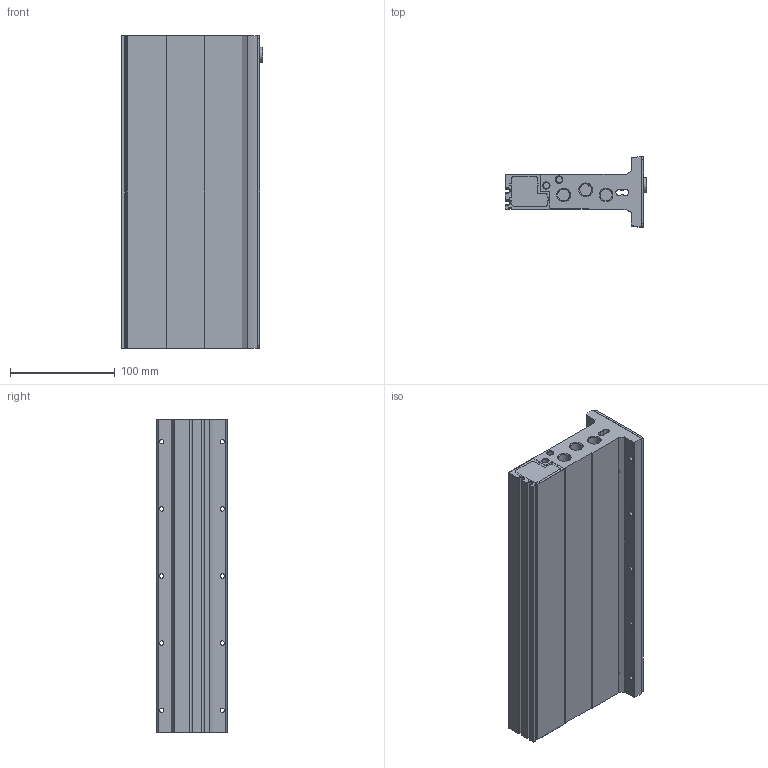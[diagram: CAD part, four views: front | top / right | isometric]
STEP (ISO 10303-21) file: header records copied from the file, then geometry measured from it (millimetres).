
FILE_DESCRIPTION(/* description */ ('STEP AP214'),/* implementation_level */ '2;1');
FILE_NAME(/* name */ '8058345_VABM-L1-14HWS2-G14-12-GR',/* time_stamp */ '2024-09-16T01:34:48+02:00',/* author */ ('License CC BY-ND 4.0'),/* organization */ ('CADENAS'),/* preprocessor_version */ 'ST-DEVELOPER v19.3',/* originating_system */ 'PARTsolutions',/* authorisation */ ' ');
FILE_SCHEMA (('AUTOMOTIVE_DESIGN {1 0 10303 214 3 1 1}'));
Length unit declared in the file: millimetre
Products named in the file (5): 8058345 VABM-L1-14HWS2-G14-12-GR; 8058345 VABM-L1-14HWS2-G14-12-GR---(L1-P); 4238731 VABD-L1-14VT-S2-12---(D); 3588830 VABM-L1-S---(VS); 3568 B-1/8
Assembly tree (4 placements, depth 2):
  8058345 VABM-L1-14HWS2-G14-12-GR
    8058345 VABM-L1-14HWS2-G14-12-GR---(L1-P)
    4238731 VABD-L1-14VT-S2-12---(D)
    3588830 VABM-L1-S---(VS)
    3568 B-1/8
Bounding box: 134.6 x 66.8 x 298.4 mm (x, y, z)
Volume: 1089443.8 mm3; surface area: 226230.9 mm2
Topology: 4 solids, 4 shells, 947 faces, 2185 edges, 1406 vertices
Faces by surface type: plane 383, cylinder 383, cone 162, torus 19
Full cylindrical faces by diameter (mm): 1.12 x1, 1.44 x1, 1.567 x24, 1.6 x24, 2.459 x4, 2.6 x3, 2.7 x24, 3 x1, 3.242 x1, 3.3 x1, 3.8 x12, 4 x24, 4.134 x11, 4.3 x4, 5.5 x10, 5.6 x2, 5.8 x60, 5.85 x1, 5.917 x4, 6.1 x2, 6.4 x1, 7 x1, 8 x25, 8.566 x26, 9.728 x1, 11.445 x8, 12.6 x1, 14 x2, 14.95 x2
Entity records: 24760 total; most frequent: DIRECTION 4415, CARTESIAN_POINT 4126, ORIENTED_EDGE 3266, AXIS2_PLACEMENT_3D 1866, FACE_BOUND 1748, EDGE_LOOP 1719, EDGE_CURVE 1633, VERTEX_POINT 1345
